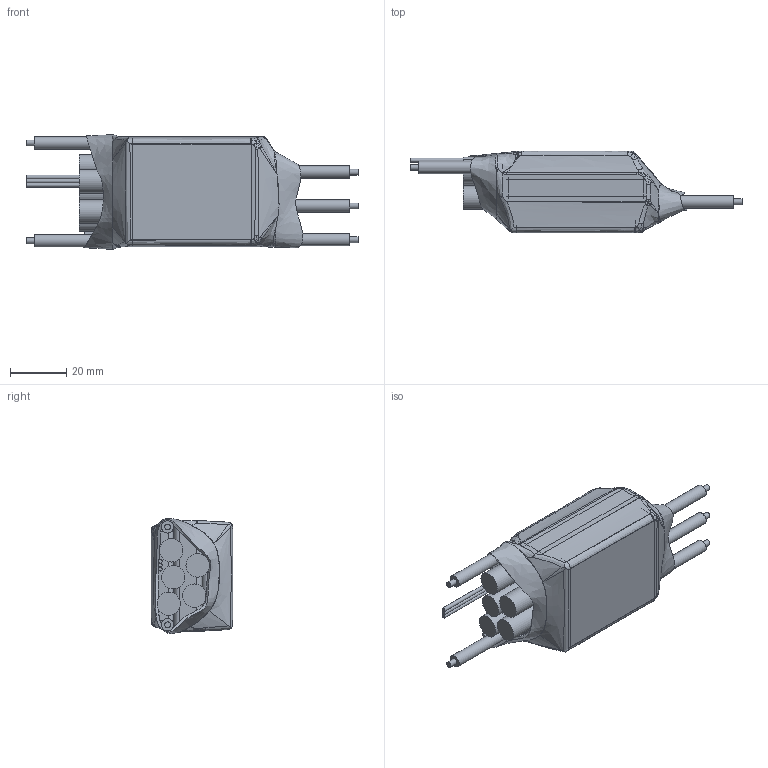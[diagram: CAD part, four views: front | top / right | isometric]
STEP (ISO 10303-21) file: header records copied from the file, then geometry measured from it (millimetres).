
FILE_DESCRIPTION(/* description */ (''),/* implementation_level */ '2;1');
FILE_NAME(/* name */ 'hobbyking_redbrick esc 200A.stp',/* time_stamp */ '2017-07-02T19:54:00+10:00',/* author */ ('Jack Shen'),/* organization */ (''),/* preprocessor_version */ 'ST-DEVELOPER v15.6',/* originating_system */ 'Autodesk Inventor 2015',/* authorisation */ '');
FILE_SCHEMA (('AUTOMOTIVE_DESIGN { 1 0 10303 214 3 1 1 }'));
Length unit declared in the file: millimetre
Products named in the file (1): hobbyking_redbrick esc 200A
Bounding box: 118 x 29 x 40.91 mm (x, y, z)
Volume: 65256.8 mm3; surface area: 39198.1 mm2
Topology: 22 solids, 22 shells, 457 faces, 1046 edges, 572 vertices
Faces by surface type: bspline 283, plane 62, cylinder 59, sphere 53
Full cylindrical faces by diameter (mm): 1.4 x3, 2.052 x10, 4.4 x5, 8.3 x5
Entity records: 25197 total; most frequent: CARTESIAN_POINT 17015, ORIENTED_EDGE 1926, DIRECTION 1072, EDGE_CURVE 963, VERTEX_POINT 570, B_SPLINE_CURVE_WITH_KNOTS 559, AXIS2_PLACEMENT_3D 496, EDGE_LOOP 489
